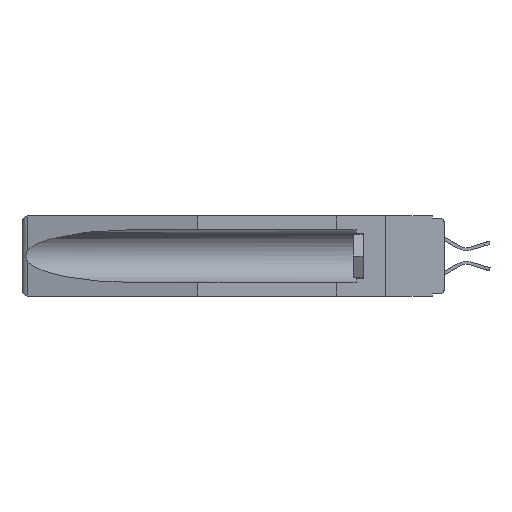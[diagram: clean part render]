
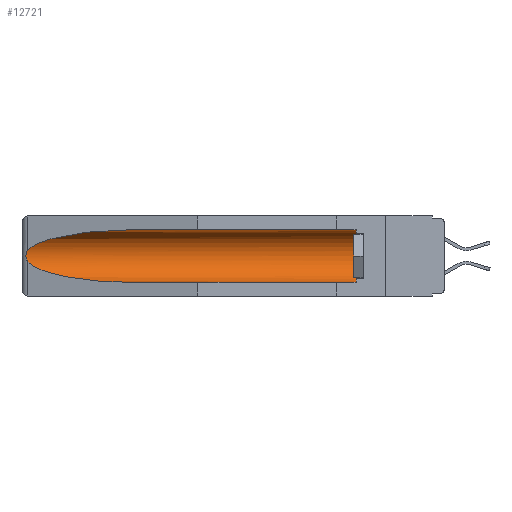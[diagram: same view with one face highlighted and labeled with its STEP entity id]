
A CAD part, left-side view. The second image highlights one B-rep face of the part: STEP entity #12721.
In plain terms, the highlighted cylindrical face has radius 2.857 mm (diameter 5.715 mm), a partial arc.
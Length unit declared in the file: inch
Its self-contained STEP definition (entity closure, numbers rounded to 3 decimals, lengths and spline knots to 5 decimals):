
#203 = CARTESIAN_POINT ( 'NONE',  ( 0.155, 0.126, -0.059 ) ) ;
#526 = DIRECTION ( 'NONE',  ( 0., 1., 0. ) ) ;
#749 = CYLINDRICAL_SURFACE ( 'NONE', #8912, 0.1125 ) ;
#803 = EDGE_CURVE ( 'NONE', #7116, #9999, #4929, .T. ) ;
#987 =( BOUNDED_CURVE ( )  B_SPLINE_CURVE ( 3, ( #8802, #13193, #10395, #2995 ),
 .UNSPECIFIED., .F., .F. ) 
 B_SPLINE_CURVE_WITH_KNOTS ( ( 4, 4 ),
 ( 0.1948, 1.5708 ),
 .UNSPECIFIED. ) 
 CURVE ( )  GEOMETRIC_REPRESENTATION_ITEM ( )  RATIONAL_B_SPLINE_CURVE ( ( 1., 0.848, 0.848, 1. ) ) 
 REPRESENTATION_ITEM ( '' )  );
#1089 = CARTESIAN_POINT ( 'NONE',  ( 0.26597, 1.5296, -0.19026 ) ) ;
#1112 = DIRECTION ( 'NONE',  ( 0., 0., 1. ) ) ;
#1121 = CARTESIAN_POINT ( 'NONE',  ( 0.26537, 1.52718, -0.14972 ) ) ;
#1796 = AXIS2_PLACEMENT_3D ( 'NONE', #2961, #10273, #15849 ) ;
#1910 = ORIENTED_EDGE ( 'NONE', *, *, #803, .T. ) ;
#1981 = CARTESIAN_POINT ( 'NONE',  ( 0.26537, 1.52718, -0.19328 ) ) ;
#2213 = EDGE_CURVE ( 'NONE', #7062, #7116, #10389, .T. ) ;
#2524 = CARTESIAN_POINT ( 'NONE',  ( 0.155, 1.07973, -0.059 ) ) ;
#2645 = EDGE_CURVE ( 'NONE', #6984, #7062, #11342, .T. ) ;
#2961 = CARTESIAN_POINT ( 'NONE',  ( 0.155, 0.126, -0.1715 ) ) ;
#2995 = CARTESIAN_POINT ( 'NONE',  ( 0.155, 1.07973, -0.284 ) ) ;
#3826 = CARTESIAN_POINT ( 'NONE',  ( 0.155, -0.30754, -0.1715 ) ) ;
#4929 =( BOUNDED_CURVE ( )  B_SPLINE_CURVE ( 3, ( #2524, #8232, #13927, #1121 ),
 .UNSPECIFIED., .F., .F. ) 
 B_SPLINE_CURVE_WITH_KNOTS ( ( 4, 4 ),
 ( 4.71239, 6.08839 ),
 .UNSPECIFIED. ) 
 CURVE ( )  GEOMETRIC_REPRESENTATION_ITEM ( )  RATIONAL_B_SPLINE_CURVE ( ( 1., 0.848, 0.848, 1. ) ) 
 REPRESENTATION_ITEM ( '' )  );
#5057 = DIRECTION ( 'NONE',  ( 0., 1., 0. ) ) ;
#5456 = ORIENTED_EDGE ( 'NONE', *, *, #17513, .T. ) ;
#5480 = CARTESIAN_POINT ( 'NONE',  ( 0.2675, 1.53308, -0.17534 ) ) ;
#5578 = CARTESIAN_POINT ( 'NONE',  ( 0.26654, 1.53092, -0.15636 ) ) ;
#6077 = EDGE_CURVE ( 'NONE', #13838, #16291, #987, .T. ) ;
#6269 = ORIENTED_EDGE ( 'NONE', *, *, #2213, .T. ) ;
#6730 = FACE_OUTER_BOUND ( 'NONE', #18253, .T. ) ;
#6984 = VERTEX_POINT ( 'NONE', #14143 ) ;
#7062 = VERTEX_POINT ( 'NONE', #203 ) ;
#7116 = VERTEX_POINT ( 'NONE', #12083 ) ;
#7734 = VECTOR ( 'NONE', #13094, 39.37008 ) ;
#8232 = CARTESIAN_POINT ( 'NONE',  ( 0.21114, 1.30732, -0.059 ) ) ;
#8375 = VECTOR ( 'NONE', #526, 39.37008 ) ;
#8388 = ORIENTED_EDGE ( 'NONE', *, *, #2645, .T. ) ;
#8745 = B_SPLINE_CURVE_WITH_KNOTS ( 'NONE', 3,
 ( #9700, #11281, #5578, #11189, #12406, #5480, #12691, #18381, #1089, #13983 ),
 .UNSPECIFIED., .F., .F.,
 ( 4, 2, 2, 2, 4 ),
 ( 0., 0.00029, 0.00058, 0.00087, 0.00117 ),
 .UNSPECIFIED. ) ;
#8802 = CARTESIAN_POINT ( 'NONE',  ( 0.26537, 1.52718, -0.19328 ) ) ;
#8912 = AXIS2_PLACEMENT_3D ( 'NONE', #3826, #5057, #1112 ) ;
#9037 = CARTESIAN_POINT ( 'NONE',  ( 0.155, -0.30754, -0.284 ) ) ;
#9700 = CARTESIAN_POINT ( 'NONE',  ( 0.26537, 1.52718, -0.14972 ) ) ;
#9930 = ORIENTED_EDGE ( 'NONE', *, *, #6077, .T. ) ;
#9999 = VERTEX_POINT ( 'NONE', #14811 ) ;
#10273 = DIRECTION ( 'NONE',  ( 0., -1., 0. ) ) ;
#10389 = LINE ( 'NONE', #14571, #7734 ) ;
#10395 = CARTESIAN_POINT ( 'NONE',  ( 0.21114, 1.30732, -0.284 ) ) ;
#10453 = LINE ( 'NONE', #9037, #8375 ) ;
#11189 = CARTESIAN_POINT ( 'NONE',  ( 0.2673, 1.5327, -0.16383 ) ) ;
#11281 = CARTESIAN_POINT ( 'NONE',  ( 0.26597, 1.52961, -0.15275 ) ) ;
#11342 = CIRCLE ( 'NONE', #1796, 0.1125 ) ;
#12083 = CARTESIAN_POINT ( 'NONE',  ( 0.155, 1.07973, -0.059 ) ) ;
#12139 = ORIENTED_EDGE ( 'NONE', *, *, #14836, .F. ) ;
#12406 = CARTESIAN_POINT ( 'NONE',  ( 0.2675, 1.53308, -0.16763 ) ) ;
#12691 = CARTESIAN_POINT ( 'NONE',  ( 0.2673, 1.53269, -0.17917 ) ) ;
#12721 = ADVANCED_FACE ( 'NONE', ( #6730 ), #749, .F. ) ;
#13094 = DIRECTION ( 'NONE',  ( 0., 1., 0. ) ) ;
#13141 = CARTESIAN_POINT ( 'NONE',  ( 0.155, 1.07973, -0.284 ) ) ;
#13193 = CARTESIAN_POINT ( 'NONE',  ( 0.25451, 1.48313, -0.24835 ) ) ;
#13838 = VERTEX_POINT ( 'NONE', #1981 ) ;
#13927 = CARTESIAN_POINT ( 'NONE',  ( 0.25451, 1.48313, -0.09465 ) ) ;
#13983 = CARTESIAN_POINT ( 'NONE',  ( 0.26537, 1.52718, -0.19328 ) ) ;
#14143 = CARTESIAN_POINT ( 'NONE',  ( 0.155, 0.126, -0.284 ) ) ;
#14571 = CARTESIAN_POINT ( 'NONE',  ( 0.155, -0.30754, -0.059 ) ) ;
#14811 = CARTESIAN_POINT ( 'NONE',  ( 0.26537, 1.52718, -0.14972 ) ) ;
#14836 = EDGE_CURVE ( 'NONE', #6984, #16291, #10453, .T. ) ;
#15849 = DIRECTION ( 'NONE',  ( 0., 0., 1. ) ) ;
#16291 = VERTEX_POINT ( 'NONE', #13141 ) ;
#17513 = EDGE_CURVE ( 'NONE', #9999, #13838, #8745, .T. ) ;
#18253 = EDGE_LOOP ( 'NONE', ( #1910, #5456, #9930, #12139, #8388, #6269 ) ) ;
#18381 = CARTESIAN_POINT ( 'NONE',  ( 0.26655, 1.53094, -0.18657 ) ) ;
